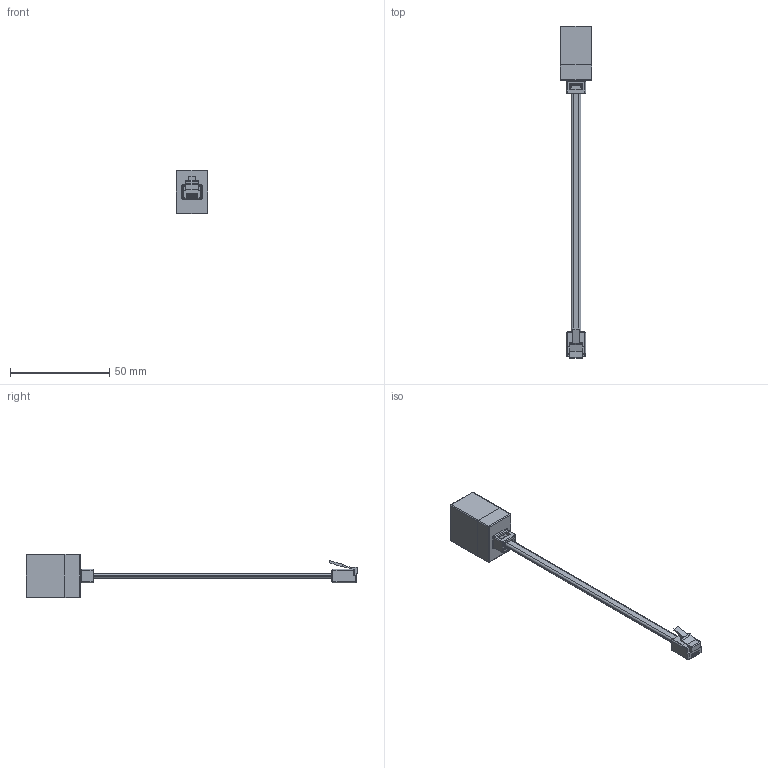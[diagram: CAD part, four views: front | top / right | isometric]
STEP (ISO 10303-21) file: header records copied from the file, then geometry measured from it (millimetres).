
FILE_DESCRIPTION (( 'STEP AP214' ), '1' );
FILE_NAME ('TDC48R.STEP', '2018-01-26T13:33:42', ( 'L-Com' ), ( 'L-Com Global Connectivity' ), 'SwSTEP 2.0', 'SolidWorks 2014', '' );
FILE_SCHEMA (( 'AUTOMOTIVE_DESIGN' ));
Length unit declared in the file: inch
Products named in the file (9): 1AG01-096; 1AG01-107; 1AG01-177; TD6P6C_6P4C; TDB6-PROD_4 COND FLAT CABLE NO STRIP; TDC48R; 1AG01-095_4x4; 1AD04-001-WIRE BOTTOM ROW; 1AD04-001-WIRE TOP ROW
Assembly tree (10 placements, depth 3):
  TDC48R
    TDB6-PROD_4 COND FLAT CABLE NO STRIP
    TD6P6C_6P4C
    1AG01-177
    1AG01-107
    1AG01-095_4x4
      1AG01-096
      1AD04-001-WIRE TOP ROW  x2
      1AD04-001-WIRE BOTTOM ROW  x2
Bounding box: 16 x 166.88 x 22.1 mm (x, y, z)
Volume: 7205.8 mm3; surface area: 9926.5 mm2
Topology: 9 solids, 9 shells, 659 faces, 1745 edges, 1101 vertices
Faces by surface type: plane 388, cylinder 205, bspline 24, sphere 22, torus 20
Entity records: 21929 total; most frequent: CARTESIAN_POINT 3789, ORIENTED_EDGE 3330, DIRECTION 3191, EDGE_CURVE 1665, VECTOR 1213, LINE 1213, VERTEX_POINT 1067, AXIS2_PLACEMENT_3D 989
